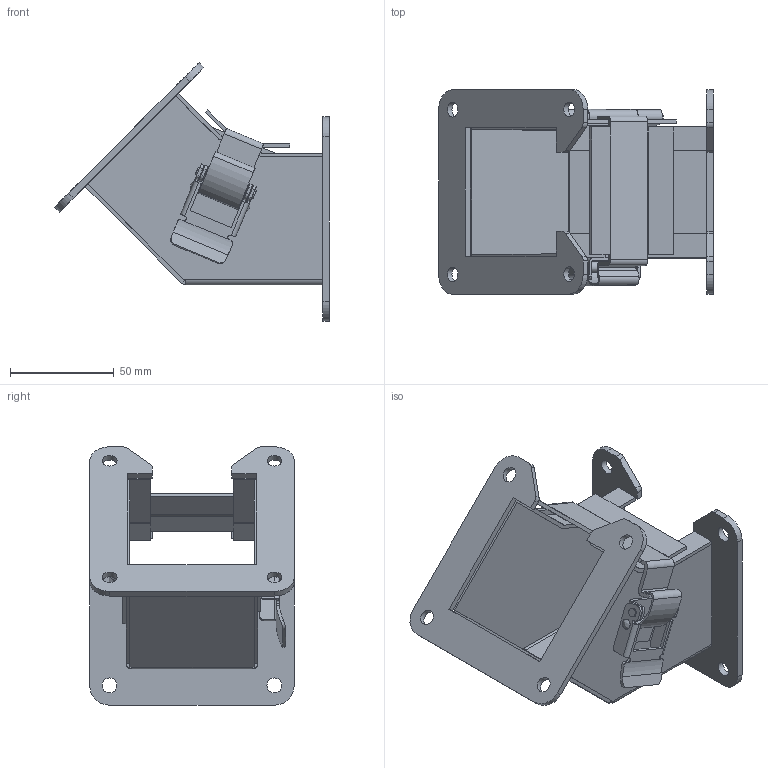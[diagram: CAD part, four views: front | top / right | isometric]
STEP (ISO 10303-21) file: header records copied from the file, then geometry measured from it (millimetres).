
FILE_DESCRIPTION (( 'STEP AP203' ), '1' );
FILE_NAME ('1485B4P.step', '2020-11-19T14:28:56', ( 'ADC123' ), ( 'Microsoft' ), 'SwSTEP 2.0', 'SolidWorks 2019', '' );
FILE_SCHEMA (( 'CONFIG_CONTROL_DESIGN' ));
Length unit declared in the file: inch
Products named in the file (1): 1485B4P
Bounding box: 132.35 x 98.45 x 124.42 mm (x, y, z)
Volume: 87648.7 mm3; surface area: 91463.7 mm2
Topology: 12 solids, 12 shells, 292 faces, 754 edges, 488 vertices
Faces by surface type: plane 188, cylinder 98, bspline 6
Full cylindrical faces by diameter (mm): 3.175 x2, 4.013 x2, 4.115 x2, 4.166 x2, 7.137 x8
Entity records: 9103 total; most frequent: CARTESIAN_POINT 1807, DIRECTION 1500, ORIENTED_EDGE 1468, EDGE_CURVE 734, VECTOR 530, LINE 530, VERTEX_POINT 488, AXIS2_PLACEMENT_3D 485
